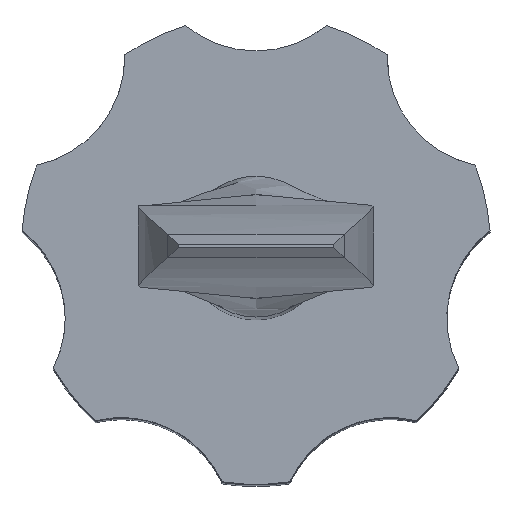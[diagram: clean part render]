
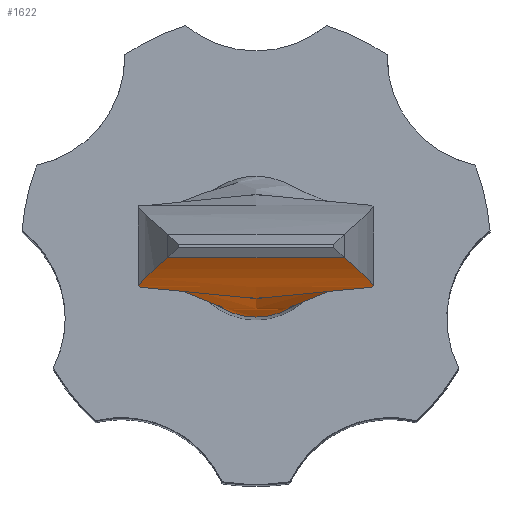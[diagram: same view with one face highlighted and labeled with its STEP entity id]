
A CAD part, top view. The second image highlights one B-rep face of the part: STEP entity #1622.
In plain terms, the highlighted free-form (B-spline) face has degree [3, 3] with [6, 5] control points.
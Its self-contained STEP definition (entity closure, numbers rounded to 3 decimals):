
#3 = B_SPLINE_CURVE_WITH_KNOTS ( 'NONE', 3,
 ( #1720, #1726, #1725, #1719, #1718 ),
 .UNSPECIFIED., .F., .F.,
 ( 4, 1, 4 ),
 ( 0., 0.502, 1. ),
 .UNSPECIFIED. ) ;
#42 = B_SPLINE_SURFACE_WITH_KNOTS ( 'NONE', 3, 3, ( 
 ( #641, #648, #639, #638, #635 ),
 ( #634, #632, #631, #630, #629 ),
 ( #628, #627, #626, #624, #622 ),
 ( #620, #619, #618, #617, #616 ),
 ( #615, #614, #612, #611, #610 ),
 ( #607, #606, #605, #604, #603 ) ),
 .UNSPECIFIED., .F., .F., .F.,
 ( 4, 2, 4 ),
 ( 4, 1, 4 ),
 ( 0., 0.5, 1. ),
 ( 0., 0.502, 1. ),
 .UNSPECIFIED. ) ;
#337 = CIRCLE ( 'NONE', #351, 6. ) ;
#351 = AXIS2_PLACEMENT_3D ( 'NONE', #1723, #1722, #1721 ) ;
#520 = CARTESIAN_POINT ( 'NONE',  ( -5.836, -1.395, 145. ) ) ;
#527 = CARTESIAN_POINT ( 'NONE',  ( -7.5, -1., 185. ) ) ;
#528 = CARTESIAN_POINT ( 'NONE',  ( 7.5, -1., 185. ) ) ;
#530 = CARTESIAN_POINT ( 'NONE',  ( 5.836, -1.395, 145. ) ) ;
#603 = CARTESIAN_POINT ( 'NONE',  ( 7.5, -1., 185. ) ) ;
#604 = CARTESIAN_POINT ( 'NONE',  ( 9.442, -2.601, 178.295 ) ) ;
#605 = CARTESIAN_POINT ( 'NONE',  ( 11.108, -4.268, 164.925 ) ) ;
#606 = CARTESIAN_POINT ( 'NONE',  ( 8.333, -2.864, 151.628 ) ) ;
#607 = CARTESIAN_POINT ( 'NONE',  ( 5.836, -1.395, 145. ) ) ;
#610 = CARTESIAN_POINT ( 'NONE',  ( 5., -1., 185. ) ) ;
#611 = CARTESIAN_POINT ( 'NONE',  ( 6.295, -2.217, 178.314 ) ) ;
#612 = CARTESIAN_POINT ( 'NONE',  ( 6.761, -3.695, 164.905 ) ) ;
#614 = CARTESIAN_POINT ( 'NONE',  ( 6.855, -4.412, 151.647 ) ) ;
#615 = CARTESIAN_POINT ( 'NONE',  ( 5.19, -4.094, 145. ) ) ;
#616 = CARTESIAN_POINT ( 'NONE',  ( 2.5, -1., 185. ) ) ;
#617 = CARTESIAN_POINT ( 'NONE',  ( 3.147, -1.833, 178.333 ) ) ;
#618 = CARTESIAN_POINT ( 'NONE',  ( 3.291, -3.514, 164.886 ) ) ;
#619 = CARTESIAN_POINT ( 'NONE',  ( 3.608, -5.167, 151.667 ) ) ;
#620 = CARTESIAN_POINT ( 'NONE',  ( 2.775, -6., 145. ) ) ;
#622 = CARTESIAN_POINT ( 'NONE',  ( -2.5, -1., 185. ) ) ;
#624 = CARTESIAN_POINT ( 'NONE',  ( -3.147, -1.833, 178.333 ) ) ;
#626 = CARTESIAN_POINT ( 'NONE',  ( -3.291, -3.514, 164.886 ) ) ;
#627 = CARTESIAN_POINT ( 'NONE',  ( -3.608, -5.167, 151.667 ) ) ;
#628 = CARTESIAN_POINT ( 'NONE',  ( -2.775, -6., 145. ) ) ;
#629 = CARTESIAN_POINT ( 'NONE',  ( -5., -1., 185. ) ) ;
#630 = CARTESIAN_POINT ( 'NONE',  ( -6.295, -2.217, 178.314 ) ) ;
#631 = CARTESIAN_POINT ( 'NONE',  ( -6.761, -3.695, 164.905 ) ) ;
#632 = CARTESIAN_POINT ( 'NONE',  ( -6.855, -4.412, 151.647 ) ) ;
#634 = CARTESIAN_POINT ( 'NONE',  ( -5.19, -4.094, 145. ) ) ;
#635 = CARTESIAN_POINT ( 'NONE',  ( -7.5, -1., 185. ) ) ;
#638 = CARTESIAN_POINT ( 'NONE',  ( -9.442, -2.601, 178.295 ) ) ;
#639 = CARTESIAN_POINT ( 'NONE',  ( -11.108, -4.268, 164.925 ) ) ;
#641 = CARTESIAN_POINT ( 'NONE',  ( -5.836, -1.395, 145. ) ) ;
#642 = FACE_OUTER_BOUND ( 'NONE', #2108, .T. ) ;
#648 = CARTESIAN_POINT ( 'NONE',  ( -8.333, -2.864, 151.628 ) ) ;
#819 = DIRECTION ( 'NONE',  ( 1., 0., 0. ) ) ;
#837 = CARTESIAN_POINT ( 'NONE',  ( -7.5, -1., 185. ) ) ;
#838 = LINE ( 'NONE', #837, #1390 ) ;
#1158 = CARTESIAN_POINT ( 'NONE',  ( 7.5, -1., 185. ) ) ;
#1159 = CARTESIAN_POINT ( 'NONE',  ( 9.442, -2.601, 178.295 ) ) ;
#1160 = CARTESIAN_POINT ( 'NONE',  ( 5.836, -1.395, 145. ) ) ;
#1172 = CARTESIAN_POINT ( 'NONE',  ( 11.108, -4.268, 164.925 ) ) ;
#1173 = CARTESIAN_POINT ( 'NONE',  ( 8.333, -2.864, 151.628 ) ) ;
#1390 = VECTOR ( 'NONE', #819, 1000. ) ;
#1458 = EDGE_CURVE ( 'NONE', #2043, #2034, #337, .T. ) ;
#1459 = EDGE_CURVE ( 'NONE', #2043, #2037, #3, .T. ) ;
#1563 = EDGE_CURVE ( 'NONE', #2034, #2036, #2373, .T. ) ;
#1602 = EDGE_CURVE ( 'NONE', #2037, #2036, #838, .T. ) ;
#1622 = ADVANCED_FACE ( 'NONE', ( #642 ), #42, .T. ) ;
#1718 = CARTESIAN_POINT ( 'NONE',  ( -7.5, -1., 185. ) ) ;
#1719 = CARTESIAN_POINT ( 'NONE',  ( -9.442, -2.601, 178.295 ) ) ;
#1720 = CARTESIAN_POINT ( 'NONE',  ( -5.836, -1.395, 145. ) ) ;
#1721 = DIRECTION ( 'NONE',  ( 1., 0., 0. ) ) ;
#1722 = DIRECTION ( 'NONE',  ( 0., 0., 1. ) ) ;
#1723 = CARTESIAN_POINT ( 'NONE',  ( 0., 0., 145. ) ) ;
#1725 = CARTESIAN_POINT ( 'NONE',  ( -11.108, -4.268, 164.925 ) ) ;
#1726 = CARTESIAN_POINT ( 'NONE',  ( -8.333, -2.864, 151.628 ) ) ;
#2034 = VERTEX_POINT ( 'NONE', #530 ) ;
#2036 = VERTEX_POINT ( 'NONE', #528 ) ;
#2037 = VERTEX_POINT ( 'NONE', #527 ) ;
#2043 = VERTEX_POINT ( 'NONE', #520 ) ;
#2108 = EDGE_LOOP ( 'NONE', ( #2214, #2265, #2229, #2273 ) ) ;
#2214 = ORIENTED_EDGE ( 'NONE', *, *, #1458, .T. ) ;
#2229 = ORIENTED_EDGE ( 'NONE', *, *, #1602, .F. ) ;
#2265 = ORIENTED_EDGE ( 'NONE', *, *, #1563, .T. ) ;
#2273 = ORIENTED_EDGE ( 'NONE', *, *, #1459, .F. ) ;
#2373 = B_SPLINE_CURVE_WITH_KNOTS ( 'NONE', 3,
 ( #1160, #1173, #1172, #1159, #1158 ),
 .UNSPECIFIED., .F., .F.,
 ( 4, 1, 4 ),
 ( 0., 0.502, 1. ),
 .UNSPECIFIED. ) ;
